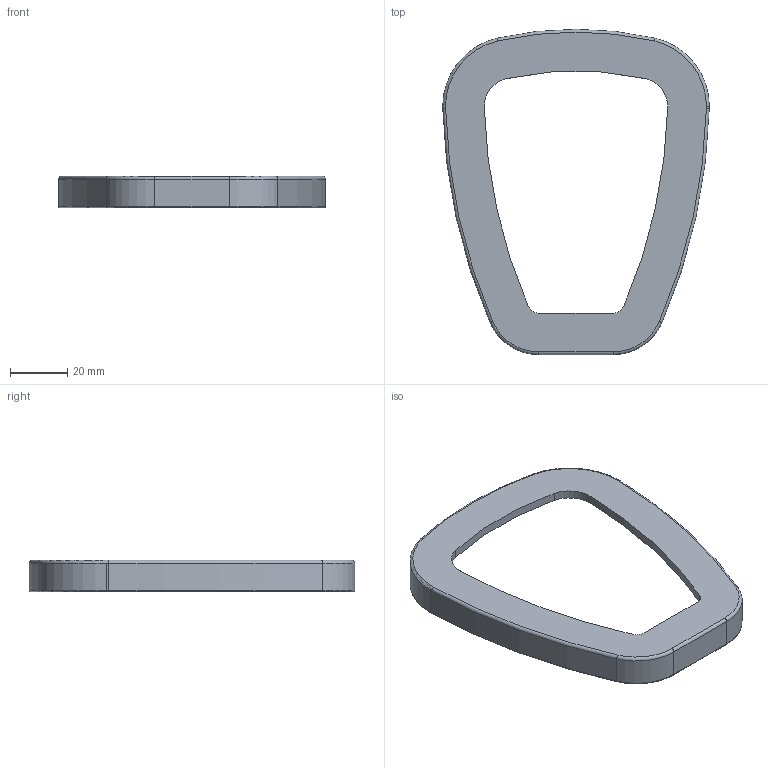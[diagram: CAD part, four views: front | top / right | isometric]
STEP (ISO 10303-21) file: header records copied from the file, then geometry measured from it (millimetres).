
FILE_DESCRIPTION (( 'STEP AP203' ), '1' );
FILE_NAME ('Pokrywa.STEP', '2020-03-16T02:33:02', ( '' ), ( '' ), 'SwSTEP 2.0', 'SolidWorks 2018', '' );
FILE_SCHEMA (( 'CONFIG_CONTROL_DESIGN' ));
Length unit declared in the file: millimetre
Products named in the file (1): Pokrywa
Bounding box: 93.02 x 113.5 x 11 mm (x, y, z)
Volume: 21085.6 mm3; surface area: 15450.8 mm2
Topology: 1 solids, 1 shells, 66 faces, 155 edges, 92 vertices
Faces by surface type: torus 32, cylinder 28, plane 6
Entity records: 2006 total; most frequent: DIRECTION 407, CARTESIAN_POINT 314, ORIENTED_EDGE 310, AXIS2_PLACEMENT_3D 185, EDGE_CURVE 155, CIRCLE 118, VERTEX_POINT 92, EDGE_LOOP 69
